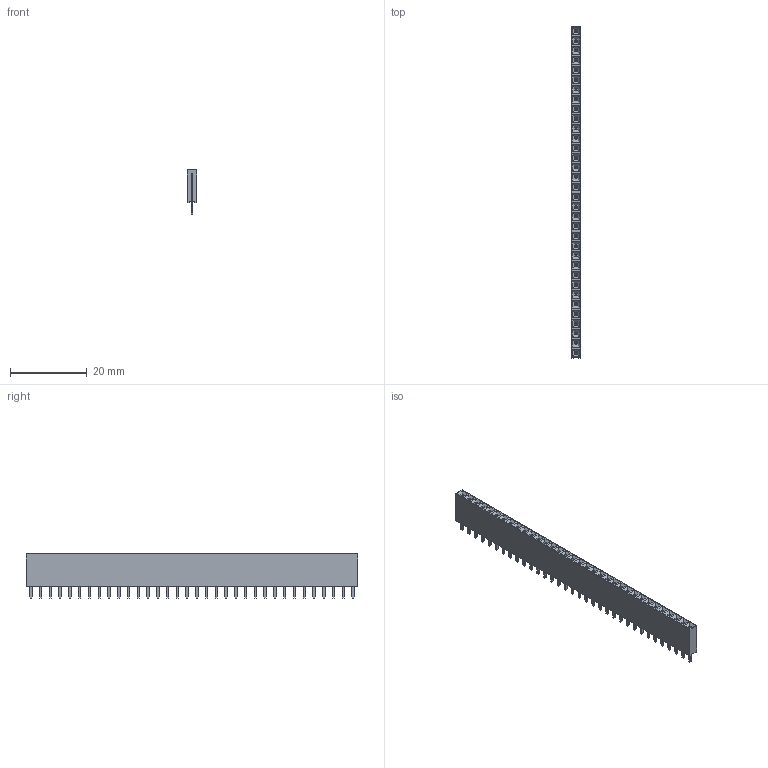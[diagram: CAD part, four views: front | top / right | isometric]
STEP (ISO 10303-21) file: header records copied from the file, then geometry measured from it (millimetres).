
FILE_DESCRIPTION(('FreeCAD Model'),'2;1');
FILE_NAME('Open CASCADE Shape Model','2023-05-12T03:19:51',( 'kicad StepUp'),('ksu MCAD'),'Open CASCADE STEP processor 7.6', 'FreeCAD','Unknown');
FILE_SCHEMA(('AUTOMOTIVE_DESIGN { 1 0 10303 214 1 1 1 1 }'));
Length unit declared in the file: millimetre
Products named in the file (36): Female_Header_1x34_P2.54_H8.5_straight; Pin_One033; Epoxy_Body033; Body607; Body608; Body609; Body610; Body611; Body612; Body613; Body614; Body615; Body604; Body616; Body617; Body618; Body619; Body620; Body621; Body622; Body623; Body624; Body625; Body626; Body627; Body628; Body629; Body630; Body631; Body632; Body633; Body634; Body635; Body636; Body637; Body638
Assembly tree (35 placements, depth 2):
  Female_Header_1x34_P2.54_H8.5_straight
    Pin_One033
    Epoxy_Body033
    Body607
    Body608
    Body609
    Body610
    Body611
    Body612
    Body613
    Body614
    Body615
    Body604
    Body616
    Body617
    Body618
    Body619
    Body620
    Body621
    Body622
    Body623
    Body624
    Body625
    Body626
    Body627
    Body628
    Body629
    Body630
    Body631
    Body632
    Body633
    Body634
    Body635
    Body636
    Body637
    Body638
Bounding box: 2.5 x 86.36 x 11.5 mm (x, y, z)
Volume: 1588.2 mm3; surface area: 4598 mm2
Topology: 35 solids, 35 shells, 1372 faces, 3838 edges, 2536 vertices
Faces by surface type: plane 996, cylinder 240, bspline 136
Entity records: 44531 total; most frequent: CARTESIAN_POINT 8326, ORIENTED_EDGE 7676, DIRECTION 6794, EDGE_CURVE 3838, LINE 3154, VECTOR 3154, VERTEX_POINT 2536, AXIS2_PLACEMENT_3D 1820
